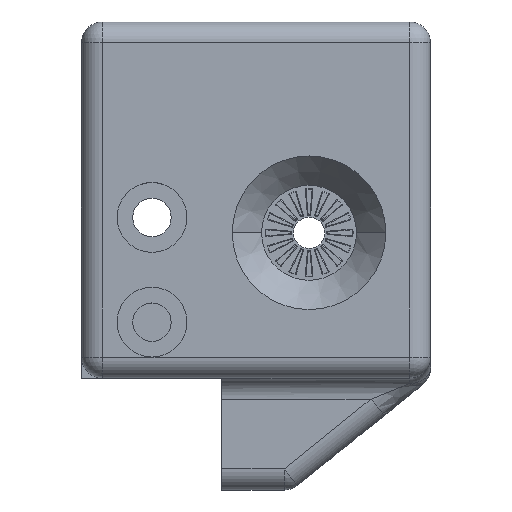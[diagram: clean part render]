
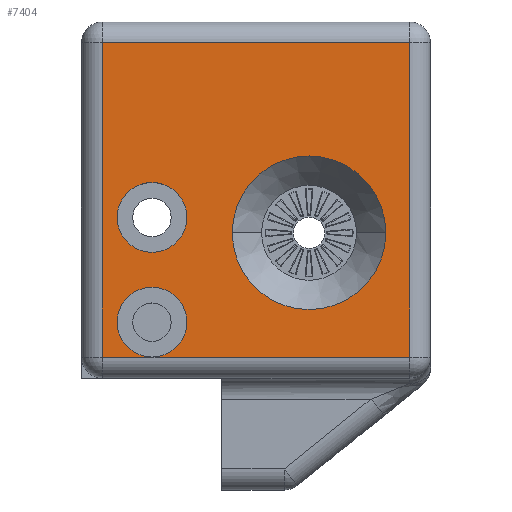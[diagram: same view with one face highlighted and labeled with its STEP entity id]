
A CAD part, top view. The second image highlights one B-rep face of the part: STEP entity #7404.
In plain terms, the highlighted planar face has unit normal (0, 0, 1).
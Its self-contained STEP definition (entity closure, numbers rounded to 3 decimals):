
#269 = VECTOR ( 'NONE', #9262, 1000. ) ;
#274 = CIRCLE ( 'NONE', #9180, 5. ) ;
#457 = ORIENTED_EDGE ( 'NONE', *, *, #2664, .T. ) ;
#568 = AXIS2_PLACEMENT_3D ( 'NONE', #1503, #2454, #2374 ) ;
#692 = ORIENTED_EDGE ( 'NONE', *, *, #11250, .T. ) ;
#722 = DIRECTION ( 'NONE',  ( 0., 0., 1. ) ) ;
#740 = DIRECTION ( 'NONE',  ( 0., 0., 1. ) ) ;
#770 = DIRECTION ( 'NONE',  ( 0., 0., 1. ) ) ;
#835 = DIRECTION ( 'NONE',  ( 0., 1., 0. ) ) ;
#853 = DIRECTION ( 'NONE',  ( 1., 0., 0. ) ) ;
#888 = CARTESIAN_POINT ( 'NONE',  ( 3., -48., 0. ) ) ;
#954 = VERTEX_POINT ( 'NONE', #9034 ) ;
#984 = ORIENTED_EDGE ( 'NONE', *, *, #1159, .F. ) ;
#1141 = EDGE_CURVE ( 'NONE', #5203, #3395, #2129, .T. ) ;
#1159 = EDGE_CURVE ( 'NONE', #5168, #2026, #7039, .T. ) ;
#1503 = CARTESIAN_POINT ( 'NONE',  ( 32.6, -30.2, 0. ) ) ;
#1589 = CIRCLE ( 'NONE', #9720, 5. ) ;
#1597 = CARTESIAN_POINT ( 'NONE',  ( 43.6, -30.2, 0. ) ) ;
#1652 = CARTESIAN_POINT ( 'NONE',  ( 5.1, -43., 0. ) ) ;
#1660 = AXIS2_PLACEMENT_3D ( 'NONE', #7043, #722, #7900 ) ;
#1667 = FACE_BOUND ( 'NONE', #6521, .T. ) ;
#1750 = CARTESIAN_POINT ( 'NONE',  ( 10.1, -28., 0. ) ) ;
#1753 = ORIENTED_EDGE ( 'NONE', *, *, #8433, .T. ) ;
#1764 = ORIENTED_EDGE ( 'NONE', *, *, #3945, .F. ) ;
#1947 = VERTEX_POINT ( 'NONE', #10283 ) ;
#1979 = DIRECTION ( 'NONE',  ( 0., 0., -1. ) ) ;
#2026 = VERTEX_POINT ( 'NONE', #1652 ) ;
#2062 = AXIS2_PLACEMENT_3D ( 'NONE', #6351, #1979, #8192 ) ;
#2129 = LINE ( 'NONE', #2531, #10010 ) ;
#2179 = CARTESIAN_POINT ( 'NONE',  ( 15.1, -43., 0. ) ) ;
#2374 = DIRECTION ( 'NONE',  ( 1., 0., 0. ) ) ;
#2376 = FACE_OUTER_BOUND ( 'NONE', #7072, .T. ) ;
#2454 = DIRECTION ( 'NONE',  ( 0., 0., 1. ) ) ;
#2531 = CARTESIAN_POINT ( 'NONE',  ( 47., 0., 0. ) ) ;
#2664 = EDGE_CURVE ( 'NONE', #954, #6203, #5073, .T. ) ;
#2748 = ORIENTED_EDGE ( 'NONE', *, *, #1141, .T. ) ;
#2902 = PLANE ( 'NONE',  #2062 ) ;
#3144 = DIRECTION ( 'NONE',  ( 0., 0., 1. ) ) ;
#3266 = EDGE_CURVE ( 'NONE', #4128, #11371, #7008, .T. ) ;
#3395 = VERTEX_POINT ( 'NONE', #8592 ) ;
#3573 = CARTESIAN_POINT ( 'NONE',  ( 50., -48., 0. ) ) ;
#3730 = DIRECTION ( 'NONE',  ( 1., 0., 0. ) ) ;
#3844 = LINE ( 'NONE', #4813, #10439 ) ;
#3882 = DIRECTION ( 'NONE',  ( 1., 0., 0. ) ) ;
#3899 = LINE ( 'NONE', #3573, #9538 ) ;
#3945 = EDGE_CURVE ( 'NONE', #4365, #1947, #10790, .T. ) ;
#4060 = VECTOR ( 'NONE', #4586, 1000. ) ;
#4128 = VERTEX_POINT ( 'NONE', #11142 ) ;
#4299 = AXIS2_PLACEMENT_3D ( 'NONE', #6031, #770, #10631 ) ;
#4365 = VERTEX_POINT ( 'NONE', #1597 ) ;
#4586 = DIRECTION ( 'NONE',  ( 1., 0., 0. ) ) ;
#4813 = CARTESIAN_POINT ( 'NONE',  ( 50., -3., 0. ) ) ;
#4904 = ORIENTED_EDGE ( 'NONE', *, *, #6196, .F. ) ;
#4996 = EDGE_LOOP ( 'NONE', ( #1764, #5982 ) ) ;
#5073 = LINE ( 'NONE', #10096, #269 ) ;
#5125 = CIRCLE ( 'NONE', #4299, 11. ) ;
#5168 = VERTEX_POINT ( 'NONE', #2179 ) ;
#5203 = VERTEX_POINT ( 'NONE', #6619 ) ;
#5451 = DIRECTION ( 'NONE',  ( 0., 0., 1. ) ) ;
#5466 = LINE ( 'NONE', #7301, #4060 ) ;
#5903 = ORIENTED_EDGE ( 'NONE', *, *, #9973, .F. ) ;
#5982 = ORIENTED_EDGE ( 'NONE', *, *, #10414, .F. ) ;
#6031 = CARTESIAN_POINT ( 'NONE',  ( 32.6, -30.2, 0. ) ) ;
#6196 = EDGE_CURVE ( 'NONE', #10532, #5168, #274, .T. ) ;
#6203 = VERTEX_POINT ( 'NONE', #888 ) ;
#6351 = CARTESIAN_POINT ( 'NONE',  ( 50., 0., 0. ) ) ;
#6521 = EDGE_LOOP ( 'NONE', ( #7480, #5903 ) ) ;
#6619 = CARTESIAN_POINT ( 'NONE',  ( 47., -48., 0. ) ) ;
#6672 = AXIS2_PLACEMENT_3D ( 'NONE', #11075, #3144, #3882 ) ;
#6825 = CIRCLE ( 'NONE', #6987, 5. ) ;
#6959 = ORIENTED_EDGE ( 'NONE', *, *, #10468, .F. ) ;
#6987 = AXIS2_PLACEMENT_3D ( 'NONE', #1750, #740, #10720 ) ;
#7008 = CIRCLE ( 'NONE', #6672, 5. ) ;
#7039 = CIRCLE ( 'NONE', #1660, 5. ) ;
#7043 = CARTESIAN_POINT ( 'NONE',  ( 10.1, -43., 0. ) ) ;
#7072 = EDGE_LOOP ( 'NONE', ( #692, #457, #1753, #6959, #984, #4904, #10008, #2748 ) ) ;
#7301 = CARTESIAN_POINT ( 'NONE',  ( 50., -48., 0. ) ) ;
#7394 = EDGE_CURVE ( 'NONE', #10532, #5203, #5466, .T. ) ;
#7404 = ADVANCED_FACE ( 'NONE', ( #8412, #2376, #1667 ), #2902, .F. ) ;
#7480 = ORIENTED_EDGE ( 'NONE', *, *, #3266, .F. ) ;
#7900 = DIRECTION ( 'NONE',  ( 1., 0., 0. ) ) ;
#7903 = DIRECTION ( 'NONE',  ( 1., 0., 0. ) ) ;
#8192 = DIRECTION ( 'NONE',  ( 0., 1., 0. ) ) ;
#8296 = DIRECTION ( 'NONE',  ( -1., 0., 0. ) ) ;
#8412 = FACE_BOUND ( 'NONE', #4996, .T. ) ;
#8433 = EDGE_CURVE ( 'NONE', #6203, #10532, #3899, .T. ) ;
#8592 = CARTESIAN_POINT ( 'NONE',  ( 47., -3., 0. ) ) ;
#8895 = CARTESIAN_POINT ( 'NONE',  ( 10.1, -48., 0. ) ) ;
#9034 = CARTESIAN_POINT ( 'NONE',  ( 3., -3., 0. ) ) ;
#9180 = AXIS2_PLACEMENT_3D ( 'NONE', #10840, #5451, #853 ) ;
#9262 = DIRECTION ( 'NONE',  ( 0., -1., 0. ) ) ;
#9538 = VECTOR ( 'NONE', #3730, 1000. ) ;
#9698 = CARTESIAN_POINT ( 'NONE',  ( 10.1, -43., 0. ) ) ;
#9720 = AXIS2_PLACEMENT_3D ( 'NONE', #9698, #11493, #7903 ) ;
#9973 = EDGE_CURVE ( 'NONE', #11371, #4128, #6825, .T. ) ;
#10008 = ORIENTED_EDGE ( 'NONE', *, *, #7394, .T. ) ;
#10010 = VECTOR ( 'NONE', #835, 1000. ) ;
#10096 = CARTESIAN_POINT ( 'NONE',  ( 3., 0., 0. ) ) ;
#10283 = CARTESIAN_POINT ( 'NONE',  ( 21.6, -30.2, 0. ) ) ;
#10414 = EDGE_CURVE ( 'NONE', #1947, #4365, #5125, .T. ) ;
#10439 = VECTOR ( 'NONE', #8296, 1000. ) ;
#10468 = EDGE_CURVE ( 'NONE', #2026, #10532, #1589, .T. ) ;
#10532 = VERTEX_POINT ( 'NONE', #8895 ) ;
#10631 = DIRECTION ( 'NONE',  ( 1., 0., 0. ) ) ;
#10720 = DIRECTION ( 'NONE',  ( 1., 0., 0. ) ) ;
#10790 = CIRCLE ( 'NONE', #568, 11. ) ;
#10840 = CARTESIAN_POINT ( 'NONE',  ( 10.1, -43., 0. ) ) ;
#11075 = CARTESIAN_POINT ( 'NONE',  ( 10.1, -28., 0. ) ) ;
#11142 = CARTESIAN_POINT ( 'NONE',  ( 15.1, -28., 0. ) ) ;
#11250 = EDGE_CURVE ( 'NONE', #3395, #954, #3844, .T. ) ;
#11371 = VERTEX_POINT ( 'NONE', #11438 ) ;
#11438 = CARTESIAN_POINT ( 'NONE',  ( 5.1, -28., 0. ) ) ;
#11493 = DIRECTION ( 'NONE',  ( 0., 0., 1. ) ) ;
